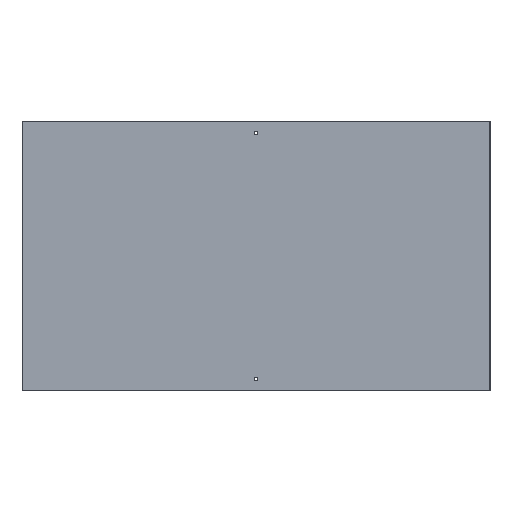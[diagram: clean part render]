
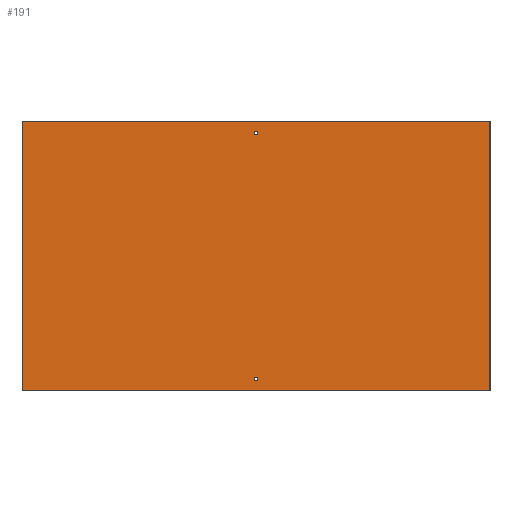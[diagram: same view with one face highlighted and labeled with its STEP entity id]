
A CAD part, front view. The second image highlights one B-rep face of the part: STEP entity #191.
In plain terms, the highlighted planar face has unit normal (0, -1, 0).
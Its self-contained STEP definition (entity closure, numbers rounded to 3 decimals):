
#18 = LINE ( 'NONE', #261, #21 ) ;
#20 = VERTEX_POINT ( 'NONE', #296 ) ;
#21 = VECTOR ( 'NONE', #263, 1000. ) ;
#22 = CIRCLE ( 'NONE', #80, 2.5 ) ;
#24 = LINE ( 'NONE', #262, #28 ) ;
#25 = LINE ( 'NONE', #265, #27 ) ;
#26 = CIRCLE ( 'NONE', #77, 2.5 ) ;
#27 = VECTOR ( 'NONE', #275, 1000. ) ;
#28 = VECTOR ( 'NONE', #273, 1000. ) ;
#32 = VERTEX_POINT ( 'NONE', #293 ) ;
#77 = AXIS2_PLACEMENT_3D ( 'NONE', #270, #271, #272 ) ;
#80 = AXIS2_PLACEMENT_3D ( 'NONE', #267, #268, #269 ) ;
#105 = AXIS2_PLACEMENT_3D ( 'NONE', #148, #146, #181 ) ;
#107 = EDGE_CURVE ( 'NONE', #390, #392, #159, .T. ) ;
#145 = PLANE ( 'NONE',  #105 ) ;
#146 = DIRECTION ( 'NONE',  ( 0., 1., 0. ) ) ;
#148 = CARTESIAN_POINT ( 'NONE',  ( -301., 0., 347. ) ) ;
#159 = LINE ( 'NONE', #425, #172 ) ;
#172 = VECTOR ( 'NONE', #422, 1000. ) ;
#181 = DIRECTION ( 'NONE',  ( 0., 0., 1. ) ) ;
#191 = ADVANCED_FACE ( 'NONE', ( #400, #223, #398 ), #145, .F. ) ;
#213 = EDGE_CURVE ( 'NONE', #379, #382, #18, .T. ) ;
#215 = EDGE_CURVE ( 'NONE', #32, #32, #22, .T. ) ;
#216 = EDGE_CURVE ( 'NONE', #20, #20, #26, .T. ) ;
#217 = EDGE_CURVE ( 'NONE', #382, #392, #24, .T. ) ;
#218 = EDGE_CURVE ( 'NONE', #379, #390, #25, .T. ) ;
#223 = FACE_BOUND ( 'NONE', #310, .T. ) ;
#261 = CARTESIAN_POINT ( 'NONE',  ( -301., 0., 347. ) ) ;
#262 = CARTESIAN_POINT ( 'NONE',  ( -301., 0., 0. ) ) ;
#263 = DIRECTION ( 'NONE',  ( 0., 0., -1. ) ) ;
#265 = CARTESIAN_POINT ( 'NONE',  ( -301., 0., 347. ) ) ;
#267 = CARTESIAN_POINT ( 'NONE',  ( 0., 0., 332. ) ) ;
#268 = DIRECTION ( 'NONE',  ( 0., -1., 0. ) ) ;
#269 = DIRECTION ( 'NONE',  ( 0., 0., 1. ) ) ;
#270 = CARTESIAN_POINT ( 'NONE',  ( 0., 0., 15. ) ) ;
#271 = DIRECTION ( 'NONE',  ( 0., -1., 0. ) ) ;
#272 = DIRECTION ( 'NONE',  ( 0., 0., 1. ) ) ;
#273 = DIRECTION ( 'NONE',  ( 1., 0., 0. ) ) ;
#275 = DIRECTION ( 'NONE',  ( 1., 0., 0. ) ) ;
#279 = CARTESIAN_POINT ( 'NONE',  ( -301., 0., 347. ) ) ;
#284 = CARTESIAN_POINT ( 'NONE',  ( -301., 0., 0. ) ) ;
#288 = CARTESIAN_POINT ( 'NONE',  ( 301., 0., 347. ) ) ;
#290 = CARTESIAN_POINT ( 'NONE',  ( 301., 0., 0. ) ) ;
#293 = CARTESIAN_POINT ( 'NONE',  ( 0., 0., 334.5 ) ) ;
#296 = CARTESIAN_POINT ( 'NONE',  ( 0., 0., 17.5 ) ) ;
#304 = EDGE_LOOP ( 'NONE', ( #362 ) ) ;
#310 = EDGE_LOOP ( 'NONE', ( #363 ) ) ;
#312 = EDGE_LOOP ( 'NONE', ( #364, #365, #366, #367 ) ) ;
#362 = ORIENTED_EDGE ( 'NONE', *, *, #215, .F. ) ;
#363 = ORIENTED_EDGE ( 'NONE', *, *, #216, .F. ) ;
#364 = ORIENTED_EDGE ( 'NONE', *, *, #217, .T. ) ;
#365 = ORIENTED_EDGE ( 'NONE', *, *, #107, .F. ) ;
#366 = ORIENTED_EDGE ( 'NONE', *, *, #218, .F. ) ;
#367 = ORIENTED_EDGE ( 'NONE', *, *, #213, .T. ) ;
#379 = VERTEX_POINT ( 'NONE', #279 ) ;
#382 = VERTEX_POINT ( 'NONE', #284 ) ;
#390 = VERTEX_POINT ( 'NONE', #288 ) ;
#392 = VERTEX_POINT ( 'NONE', #290 ) ;
#398 = FACE_OUTER_BOUND ( 'NONE', #312, .T. ) ;
#400 = FACE_BOUND ( 'NONE', #304, .T. ) ;
#422 = DIRECTION ( 'NONE',  ( 0., 0., -1. ) ) ;
#425 = CARTESIAN_POINT ( 'NONE',  ( 301., 0., 347. ) ) ;
